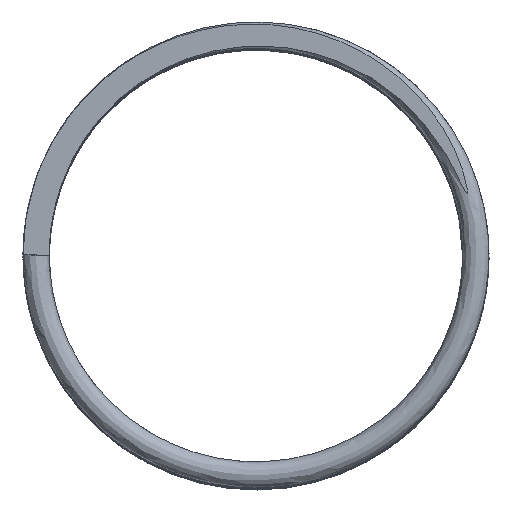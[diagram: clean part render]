
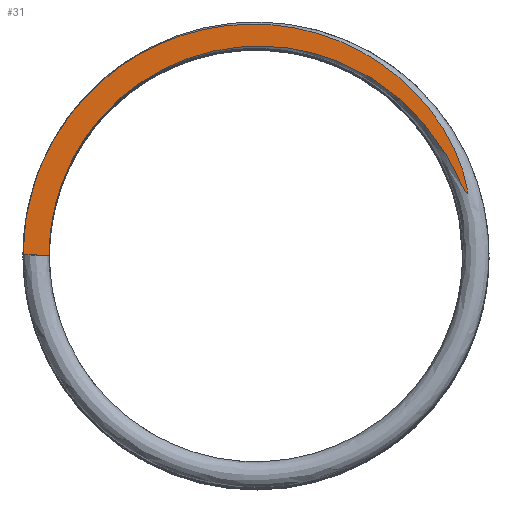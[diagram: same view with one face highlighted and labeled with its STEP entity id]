
A CAD part, top view. The second image highlights one B-rep face of the part: STEP entity #31.
In plain terms, the highlighted planar face has unit normal (0, 0, 1).
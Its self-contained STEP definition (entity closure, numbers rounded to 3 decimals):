
#31=ADVANCED_FACE('',(#61),#62,.T.);
#61=FACE_OUTER_BOUND('',#87,.T.);
#62=PLANE('',#88);
#87=EDGE_LOOP('',(#2947,#2948));
#88=AXIS2_PLACEMENT_3D('',#2949,#2950,#2951);
#2947=ORIENTED_EDGE('',*,*,#2982,.F.);
#2948=ORIENTED_EDGE('',*,*,#2983,.F.);
#2949=CARTESIAN_POINT('',(0.0,0.0,26.3));
#2950=DIRECTION('',(0.0,0.0,1.0));
#2951=DIRECTION('',(1.0,0.0,0.0));
#2982=EDGE_CURVE('',#2997,#2998,#2999,.T.);
#2983=EDGE_CURVE('',#2998,#2997,#3000,.T.);
#2997=VERTEX_POINT('',#3016);
#2998=VERTEX_POINT('',#3017);
#2999=B_SPLINE_CURVE_WITH_KNOTS('',3,(#3018,#3019,#3020,#3021,#3022,#3023,#3024,#3025,#3026,#3027,#3028,#3029,#3030,#3031,#3032,#3033,#3034,#3035,#3036,#3037,#3038,#3039,#3040,#3041,#3042,#3043,#3044,#3045,#3046,#3047,#3048,#3049,#3050,#3051,#3052,#3053,#3054,#3055,#3056,#3057,#3058,#3059,#3060,#3061,#3062,#3063,#3064,#3065,#3066,#3067,#3068,#3069,#3070,#3071,#3072,#3073,#3074,#3075),.UNSPECIFIED.,.F.,.F.,(4,2,2,2,2,2,2,2,2,2,2,2,2,2,2,2,2,2,2,2,2,2,2,2,2,2,2,2,4),(-47.57,-43.159,-38.804,-33.471,-28.193,-22.96,-17.764,-13.702,-12.146,-10.928,-10.056,-9.372,-9.156,-9.094,-9.068,-9.052,-9.038,-9.022,-8.995,-8.903,-8.307,-7.639,-6.82,-5.813,-4.707,-3.561,-2.488,-1.401,-0.0),.UNSPECIFIED.);
#3000=LINE('',#3076,#3077);
#3016=CARTESIAN_POINT('',(-5.299,0.018,26.3));
#3017=CARTESIAN_POINT('',(-4.701,-0.018,26.3));
#3018=CARTESIAN_POINT('',(-5.299,0.018,26.3));
#3019=CARTESIAN_POINT('',(-5.296,0.604,26.3));
#3020=CARTESIAN_POINT('',(-5.2,1.17,26.3));
#3021=CARTESIAN_POINT('',(-4.826,2.255,26.3));
#3022=CARTESIAN_POINT('',(-4.554,2.76,26.3));
#3023=CARTESIAN_POINT('',(-3.778,3.766,26.3));
#3024=CARTESIAN_POINT('',(-3.248,4.226,26.3));
#3025=CARTESIAN_POINT('',(-2.044,4.91,26.3));
#3026=CARTESIAN_POINT('',(-1.381,5.129,26.3));
#3027=CARTESIAN_POINT('',(-0.014,5.295,26.3));
#3028=CARTESIAN_POINT('',(0.675,5.243,26.3));
#3029=CARTESIAN_POINT('',(1.985,4.874,26.3));
#3030=CARTESIAN_POINT('',(2.599,4.562,26.3));
#3031=CARTESIAN_POINT('',(3.547,3.806,26.3));
#3032=CARTESIAN_POINT('',(3.907,3.412,26.3));
#3033=CARTESIAN_POINT('',(4.306,2.799,26.3));
#3034=CARTESIAN_POINT('',(4.406,2.623,26.3));
#3035=CARTESIAN_POINT('',(4.562,2.297,26.3));
#3036=CARTESIAN_POINT('',(4.624,2.15,26.3));
#3037=CARTESIAN_POINT('',(4.713,1.894,26.3));
#3038=CARTESIAN_POINT('',(4.746,1.783,26.3));
#3039=CARTESIAN_POINT('',(4.792,1.59,26.3));
#3040=CARTESIAN_POINT('',(4.803,1.521,26.3));
#3041=CARTESIAN_POINT('',(4.808,1.459,26.3));
#3042=CARTESIAN_POINT('',(4.809,1.439,26.3));
#3043=CARTESIAN_POINT('',(4.807,1.42,26.3));
#3044=CARTESIAN_POINT('',(4.806,1.416,26.3));
#3045=CARTESIAN_POINT('',(4.804,1.411,26.3));
#3046=CARTESIAN_POINT('',(4.803,1.409,26.3));
#3047=CARTESIAN_POINT('',(4.801,1.407,26.3));
#3048=CARTESIAN_POINT('',(4.801,1.407,26.3));
#3049=CARTESIAN_POINT('',(4.799,1.406,26.3));
#3050=CARTESIAN_POINT('',(4.798,1.406,26.3));
#3051=CARTESIAN_POINT('',(4.796,1.405,26.3));
#3052=CARTESIAN_POINT('',(4.795,1.405,26.3));
#3053=CARTESIAN_POINT('',(4.793,1.406,26.3));
#3054=CARTESIAN_POINT('',(4.791,1.407,26.3));
#3055=CARTESIAN_POINT('',(4.785,1.411,26.3));
#3056=CARTESIAN_POINT('',(4.78,1.417,26.3));
#3057=CARTESIAN_POINT('',(4.737,1.476,26.3));
#3058=CARTESIAN_POINT('',(4.672,1.623,26.3));
#3059=CARTESIAN_POINT('',(4.47,2.033,26.3));
#3060=CARTESIAN_POINT('',(4.318,2.319,26.3));
#3061=CARTESIAN_POINT('',(3.825,3.016,26.3));
#3062=CARTESIAN_POINT('',(3.505,3.361,26.3));
#3063=CARTESIAN_POINT('',(2.687,4.023,26.3));
#3064=CARTESIAN_POINT('',(2.176,4.306,26.3));
#3065=CARTESIAN_POINT('',(1.021,4.698,26.3));
#3066=CARTESIAN_POINT('',(0.429,4.767,26.3));
#3067=CARTESIAN_POINT('',(-0.669,4.726,26.3));
#3068=CARTESIAN_POINT('',(-1.264,4.606,26.3));
#3069=CARTESIAN_POINT('',(-2.407,4.105,26.3));
#3070=CARTESIAN_POINT('',(-2.907,3.762,26.3));
#3071=CARTESIAN_POINT('',(-3.757,2.902,26.3));
#3072=CARTESIAN_POINT('',(-4.099,2.39,26.3));
#3073=CARTESIAN_POINT('',(-4.637,1.102,26.3));
#3074=CARTESIAN_POINT('',(-4.7,0.449,26.3));
#3075=CARTESIAN_POINT('',(-4.701,-0.018,26.3));
#3076=CARTESIAN_POINT('',(-2.509,-0.15,26.3));
#3077=VECTOR('',#3632,1.0);
#3632=DIRECTION('',(-0.998,0.06,0.0));
